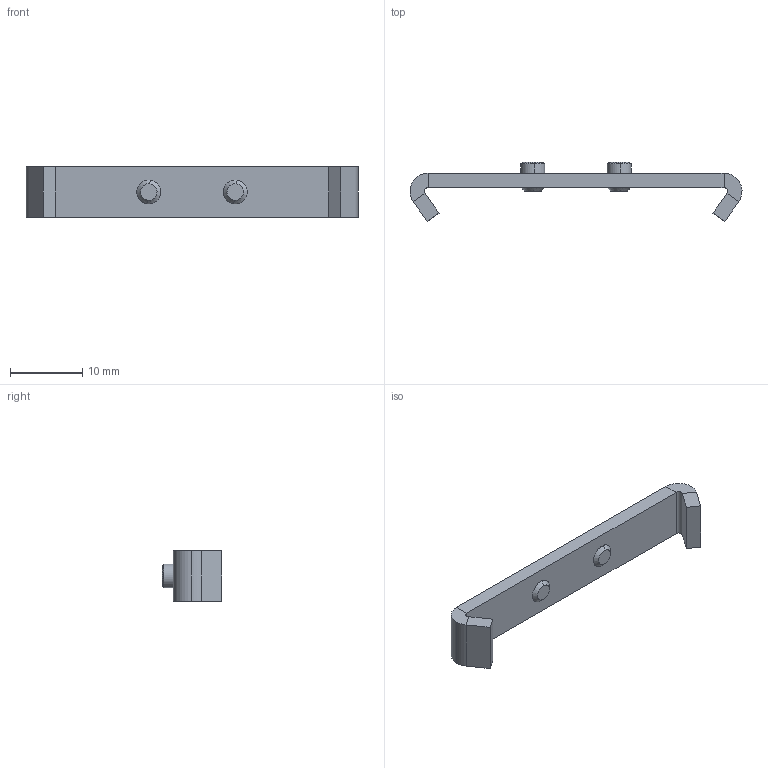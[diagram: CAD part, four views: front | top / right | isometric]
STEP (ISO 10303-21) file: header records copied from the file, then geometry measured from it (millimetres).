
FILE_DESCRIPTION (( 'STEP AP203' ), '1' );
FILE_NAME ('15W-stopper.STEP', '2015-01-28T03:16:38', ( 'cpc' ), ( '' ), 'SwSTEP 2.0', 'SolidWorks 2010', '' );
FILE_SCHEMA (( 'CONFIG_CONTROL_DESIGN' ));
Length unit declared in the file: millimetre
Products named in the file (3): 15W-stopper; M4止付; 15W-stopper身體
Assembly tree (3 placements, depth 2):
  15W-stopper
    M4止付  x2
    15W-stopper身體
Bounding box: 46.05 x 8.2 x 7 mm (x, y, z)
Volume: 778.6 mm3; surface area: 1149.2 mm2
Topology: 3 solids, 3 shells, 58 faces, 126 edges, 76 vertices
Faces by surface type: plane 36, cylinder 14, cone 8
Entity records: 1501 total; most frequent: DIRECTION 220, CARTESIAN_POINT 199, ORIENTED_EDGE 188, EDGE_CURVE 94, AXIS2_PLACEMENT_3D 77, VECTOR 66, LINE 66, VERTEX_POINT 56
